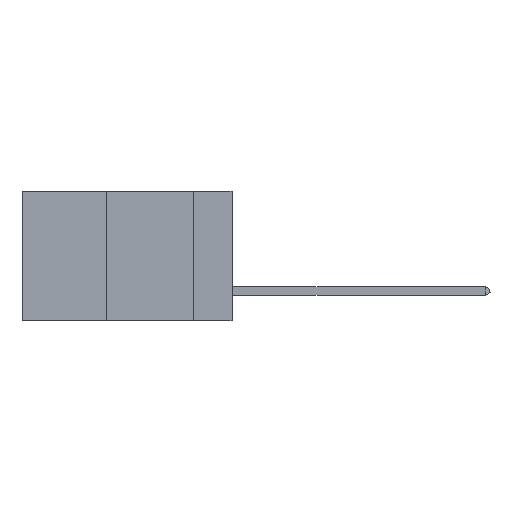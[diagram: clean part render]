
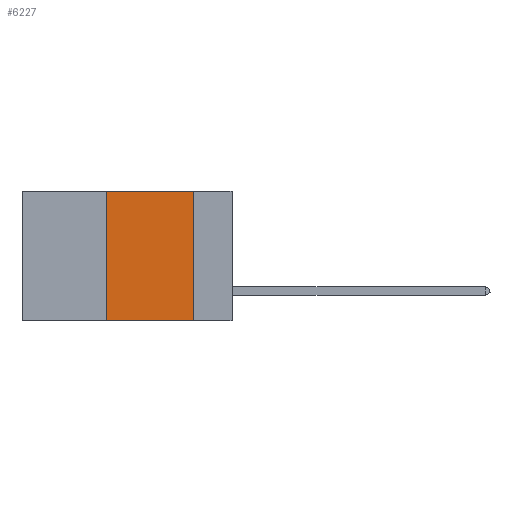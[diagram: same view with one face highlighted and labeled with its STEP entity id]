
A CAD part, left-side view. The second image highlights one B-rep face of the part: STEP entity #6227.
In plain terms, the highlighted planar face has unit normal (-1, 0, 0).
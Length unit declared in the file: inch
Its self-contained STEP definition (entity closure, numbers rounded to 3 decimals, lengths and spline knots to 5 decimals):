
#742 = VERTEX_POINT ( 'NONE', #19227 ) ;
#1622 = LINE ( 'NONE', #19696, #10849 ) ;
#2335 = CARTESIAN_POINT ( 'NONE',  ( 0., 0.6, 0. ) ) ;
#2507 = CARTESIAN_POINT ( 'NONE',  ( 0., 0.36, -0.37 ) ) ;
#2546 = CARTESIAN_POINT ( 'NONE',  ( 0., 0.36, 0. ) ) ;
#3348 = LINE ( 'NONE', #2335, #31141 ) ;
#4613 = ORIENTED_EDGE ( 'NONE', *, *, #10379, .F. ) ;
#5075 = PLANE ( 'NONE',  #26169 ) ;
#5393 = DIRECTION ( 'NONE',  ( 0., 0., 1. ) ) ;
#5650 = EDGE_CURVE ( 'NONE', #18811, #9392, #9974, .T. ) ;
#5695 = FACE_OUTER_BOUND ( 'NONE', #11792, .T. ) ;
#6227 = ADVANCED_FACE ( 'NONE', ( #5695 ), #5075, .F. ) ;
#8586 = CARTESIAN_POINT ( 'NONE',  ( 0., 0.36, 0. ) ) ;
#9392 = VERTEX_POINT ( 'NONE', #15889 ) ;
#9974 = LINE ( 'NONE', #34597, #16743 ) ;
#10379 = EDGE_CURVE ( 'NONE', #18811, #13402, #32610, .T. ) ;
#10581 = DIRECTION ( 'NONE',  ( 0., -1., 0. ) ) ;
#10849 = VECTOR ( 'NONE', #27925, 39.37008 ) ;
#11263 = EDGE_CURVE ( 'NONE', #13402, #742, #3348, .T. ) ;
#11792 = EDGE_LOOP ( 'NONE', ( #26045, #19049, #4613, #16246 ) ) ;
#13402 = VERTEX_POINT ( 'NONE', #8586 ) ;
#15889 = CARTESIAN_POINT ( 'NONE',  ( 0., 0.11, -0.37 ) ) ;
#16246 = ORIENTED_EDGE ( 'NONE', *, *, #5650, .T. ) ;
#16743 = VECTOR ( 'NONE', #18703, 39.37008 ) ;
#18504 = CARTESIAN_POINT ( 'NONE',  ( 0., 0.6, 0. ) ) ;
#18703 = DIRECTION ( 'NONE',  ( 0., -1., 0. ) ) ;
#18811 = VERTEX_POINT ( 'NONE', #2507 ) ;
#19049 = ORIENTED_EDGE ( 'NONE', *, *, #11263, .F. ) ;
#19227 = CARTESIAN_POINT ( 'NONE',  ( 0., 0.11, 0. ) ) ;
#19696 = CARTESIAN_POINT ( 'NONE',  ( 0., 0.11, 0. ) ) ;
#20977 = DIRECTION ( 'NONE',  ( 1., 0., 0. ) ) ;
#23802 = DIRECTION ( 'NONE',  ( 0., 0., -1. ) ) ;
#25114 = VECTOR ( 'NONE', #5393, 39.37008 ) ;
#26045 = ORIENTED_EDGE ( 'NONE', *, *, #28667, .F. ) ;
#26169 = AXIS2_PLACEMENT_3D ( 'NONE', #18504, #20977, #23802 ) ;
#27925 = DIRECTION ( 'NONE',  ( 0., 0., -1. ) ) ;
#28667 = EDGE_CURVE ( 'NONE', #742, #9392, #1622, .T. ) ;
#31141 = VECTOR ( 'NONE', #10581, 39.37008 ) ;
#32610 = LINE ( 'NONE', #2546, #25114 ) ;
#34597 = CARTESIAN_POINT ( 'NONE',  ( 0., 0.6, -0.37 ) ) ;
